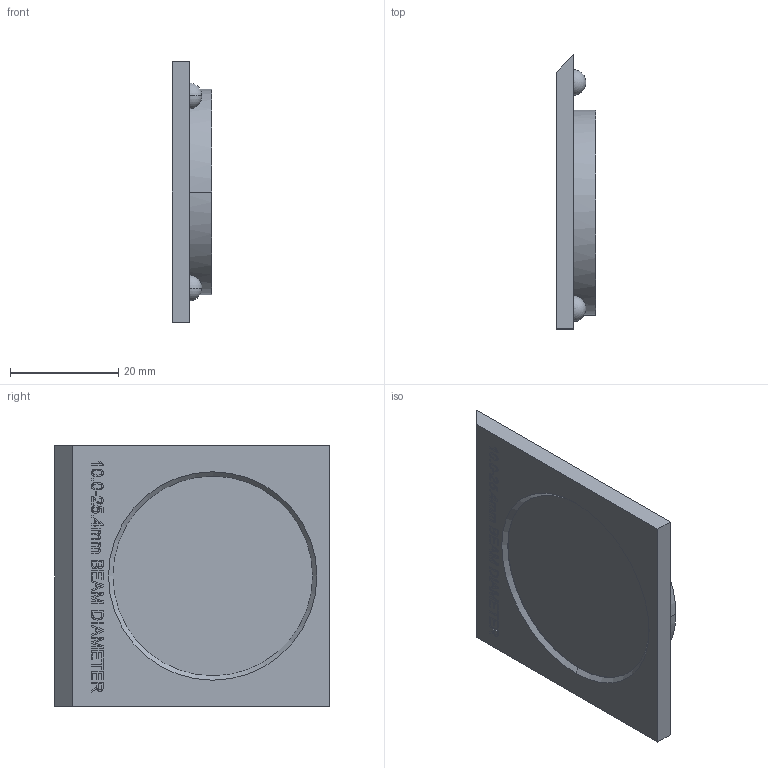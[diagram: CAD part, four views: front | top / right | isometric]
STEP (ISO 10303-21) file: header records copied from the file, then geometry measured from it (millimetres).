
FILE_DESCRIPTION (( 'STEP AP203' ), '1' );
FILE_NAME ('16657-E0W.STEP', '2019-01-21T21:24:43', ( '' ), ( '' ), 'SwSTEP 2.0', 'SolidWorks 2018', '' );
FILE_SCHEMA (( 'CONFIG_CONTROL_DESIGN' ));
Length unit declared in the file: inch
Products named in the file (1): 16657-E0W
Bounding box: 7.3 x 50.8 x 48.26 mm (x, y, z)
Volume: 11245.5 mm3; surface area: 6944.4 mm2
Topology: 5 solids, 5 shells, 350 faces, 924 edges, 614 vertices
Faces by surface type: plane 230, bspline 90, cone 12, cylinder 12, sphere 6
Entity records: 15181 total; most frequent: CARTESIAN_POINT 7071, ORIENTED_EDGE 1824, DIRECTION 1298, EDGE_CURVE 912, VECTOR 684, LINE 684, VERTEX_POINT 608, EDGE_LOOP 388
